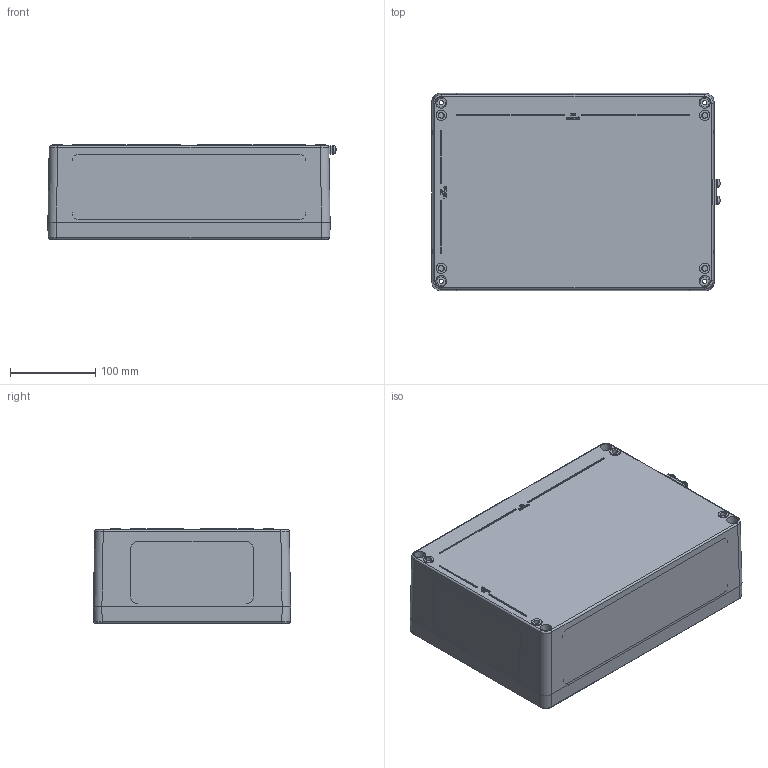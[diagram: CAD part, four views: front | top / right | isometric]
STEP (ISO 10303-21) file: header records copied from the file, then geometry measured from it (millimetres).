
FILE_DESCRIPTION((''),'2;1');
FILE_NAME('MBA Ex- 332311.stp','2011-12-21T13:56:25',('stefan.grimm'),(''),'Autodesk Inventor 2012','Autodesk Inventor 2012','');
FILE_SCHEMA(('AUTOMOTIVE_DESIGN { 1 0 10303 214 1 1 1 1 }'));
Length unit declared in the file: millimetre
Products named in the file (8): MBA Ex- 332311; MBA UT-332311 Aussenerde; OT-332311; Aussenerde m5 2; Aussenerde groß; AS 1968 5; NF EN 28744 - ersetzt durch NF EN ISO 8744 2 x 8; AS 1427 H - Metrisch M5 x 16
Assembly tree (10 placements, depth 3):
  MBA Ex- 332311
    MBA UT-332311 Aussenerde
    OT-332311
    Aussenerde m5 2
      Aussenerde groß  x2
      AS 1968 5  x2
      NF EN 28744 - ersetzt durch NF EN ISO 8744 2 x 8
      AS 1427 H - Metrisch M5 x 16  x2
Bounding box: 339.06 x 232 x 111 mm (x, y, z)
Volume: 1356796.7 mm3; surface area: 572262.5 mm2
Topology: 9 solids, 9 shells, 904 faces, 2278 edges, 1517 vertices
Faces by surface type: plane 367, bspline 261, cylinder 175, cone 80, sphere 11, torus 10
Full cylindrical faces by diameter (mm): 2 x3, 3 x4, 4.134 x2, 4.51 x2, 4.917 x11, 5 x10, 5.5 x8, 6.5 x6, 8 x4, 11 x4, 12 x4, 14.3 x4
Entity records: 34712 total; most frequent: CARTESIAN_POINT 15703, ORIENTED_EDGE 3944, DIRECTION 3206, EDGE_CURVE 1972, VERTEX_POINT 1332, EDGE_LOOP 1096, AXIS2_PLACEMENT_3D 1095, VECTOR 1016
